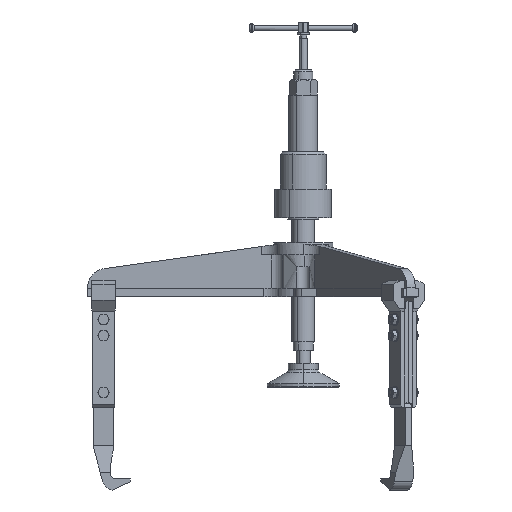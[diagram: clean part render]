
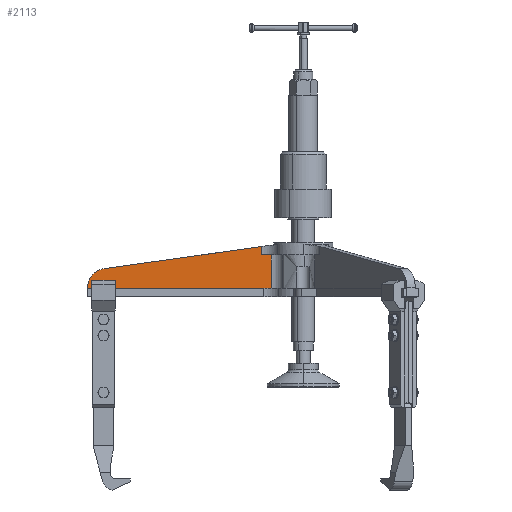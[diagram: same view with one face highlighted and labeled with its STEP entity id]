
A CAD part, front view. The second image highlights one B-rep face of the part: STEP entity #2113.
In plain terms, the highlighted free-form (B-spline) face has degree [1, 1] with [2, 2] control points.
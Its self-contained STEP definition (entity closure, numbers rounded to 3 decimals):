
#778 = VERTEX_POINT('',#779);
#779 = CARTESIAN_POINT('',(-314.425,-6.989,
    -65.958));
#785 = EDGE_CURVE('',#778,#786,#788,.T.);
#786 = VERTEX_POINT('',#787);
#787 = CARTESIAN_POINT('',(-314.425,-6.989,
    -65.16));
#788 = B_SPLINE_CURVE_WITH_KNOTS('',1,(#789,#790),.UNSPECIFIED.,.F.,.F.,
  (2,2),(6.793,7.707),.PIECEWISE_BEZIER_KNOTS.);
#789 = CARTESIAN_POINT('',(-314.425,-6.989,
    -65.958));
#790 = CARTESIAN_POINT('',(-314.425,-6.989,
    -65.16));
#1479 = VERTEX_POINT('',#1480);
#1480 = CARTESIAN_POINT('',(-290.366,-6.989,
    -37.478));
#1486 = EDGE_CURVE('',#1487,#1479,#1489,.T.);
#1487 = VERTEX_POINT('',#1488);
#1488 = CARTESIAN_POINT('',(-61.005,-6.989,
    -5.181));
#1489 = B_SPLINE_CURVE_WITH_KNOTS('',5,(#1490,#1491,#1492,#1493,#1494,
    #1495,#1496,#1497,#1498,#1499,#1500,#1501,#1502,#1503,#1504,#1505,
    #1506,#1507),.UNSPECIFIED.,.F.,.F.,(6,3,3,3,3,6),(31.216,
    43.041,96.46,169.184,257.832,
    407.21),.UNSPECIFIED.);
#1490 = CARTESIAN_POINT('',(-61.005,-6.989,
    -5.181));
#1491 = CARTESIAN_POINT('',(-62.425,-6.989,
    -5.38));
#1492 = CARTESIAN_POINT('',(-63.849,-6.989,
    -5.58));
#1493 = CARTESIAN_POINT('',(-65.274,-6.989,
    -5.78));
#1494 = CARTESIAN_POINT('',(-73.147,-6.989,
    -6.884));
#1495 = CARTESIAN_POINT('',(-81.081,-6.989,
    -7.998));
#1496 = CARTESIAN_POINT('',(-87.546,-6.989,
    -8.907));
#1497 = CARTESIAN_POINT('',(-102.934,-6.989,
    -11.07));
#1498 = CARTESIAN_POINT('',(-118.353,-6.989,
    -13.24));
#1499 = CARTESIAN_POINT('',(-127.18,-6.989,
    -14.483));
#1500 = CARTESIAN_POINT('',(-146.916,-6.989,
    -17.262));
#1501 = CARTESIAN_POINT('',(-166.658,-6.989,
    -20.043));
#1502 = CARTESIAN_POINT('',(-177.457,-6.989,
    -21.565));
#1503 = CARTESIAN_POINT('',(-206.579,-6.989,
    -25.668));
#1504 = CARTESIAN_POINT('',(-235.702,-6.989,
    -29.773));
#1505 = CARTESIAN_POINT('',(-253.813,-6.989,
    -32.326));
#1506 = CARTESIAN_POINT('',(-272.089,-6.989,
    -34.902));
#1507 = CARTESIAN_POINT('',(-290.366,-6.989,
    -37.478));
#1847 = VERTEX_POINT('',#1848);
#1848 = CARTESIAN_POINT('',(-61.005,-6.989,
    -17.472));
#1854 = EDGE_CURVE('',#1847,#1487,#1855,.T.);
#1855 = B_SPLINE_CURVE_WITH_KNOTS('',1,(#1856,#1857),.UNSPECIFIED.,.F.,
  .F.,(2,2),(19.25,33.319),.PIECEWISE_BEZIER_KNOTS.);
#1856 = CARTESIAN_POINT('',(-61.005,-6.989,
    -17.472));
#1857 = CARTESIAN_POINT('',(-61.005,-6.989,
    -5.181));
#1894 = EDGE_CURVE('',#1895,#1847,#1897,.T.);
#1895 = VERTEX_POINT('',#1896);
#1896 = CARTESIAN_POINT('',(-46.359,-6.989,
    -17.472));
#1897 = B_SPLINE_CURVE_WITH_KNOTS('',1,(#1898,#1899),.UNSPECIFIED.,.F.,
  .F.,(2,2),(-8.382,8.382),.PIECEWISE_BEZIER_KNOTS.);
#1898 = CARTESIAN_POINT('',(-46.359,-6.989,
    -17.472));
#1899 = CARTESIAN_POINT('',(-61.005,-6.989,
    -17.472));
#2113 = ADVANCED_FACE('',(#2114),#2150,.F.);
#2114 = FACE_BOUND('',#2115,.T.);
#2115 = EDGE_LOOP('',(#2116,#2123,#2124,#2125,#2126,#2144,#2145));
#2116 = ORIENTED_EDGE('',*,*,#2117,.T.);
#2117 = EDGE_CURVE('',#2118,#1895,#2120,.T.);
#2118 = VERTEX_POINT('',#2119);
#2119 = CARTESIAN_POINT('',(-46.359,-6.989,
    -65.958));
#2120 = B_SPLINE_CURVE_WITH_KNOTS('',1,(#2121,#2122),.UNSPECIFIED.,.F.,
  .F.,(2,2),(-27.75,27.75),.PIECEWISE_BEZIER_KNOTS.);
#2121 = CARTESIAN_POINT('',(-46.359,-6.989,
    -65.958));
#2122 = CARTESIAN_POINT('',(-46.359,-6.989,
    -17.472));
#2123 = ORIENTED_EDGE('',*,*,#1894,.T.);
#2124 = ORIENTED_EDGE('',*,*,#1854,.T.);
#2125 = ORIENTED_EDGE('',*,*,#1486,.T.);
#2126 = ORIENTED_EDGE('',*,*,#2127,.F.);
#2127 = EDGE_CURVE('',#786,#1479,#2128,.T.);
#2128 = B_SPLINE_CURVE_WITH_KNOTS('',5,(#2129,#2130,#2131,#2132,#2133,
    #2134,#2135,#2136,#2137,#2138,#2139,#2140,#2141,#2142,#2143),
  .UNSPECIFIED.,.F.,.F.,(6,3,3,3,6),(0.,18.3,36.602,
    54.908,64.754),.UNSPECIFIED.);
#2129 = CARTESIAN_POINT('',(-314.425,-6.989,
    -65.16));
#2130 = CARTESIAN_POINT('',(-314.425,-6.989,
    -62.899));
#2131 = CARTESIAN_POINT('',(-314.196,-6.989,
    -60.638));
#2132 = CARTESIAN_POINT('',(-313.739,-6.989,
    -58.408));
#2133 = CARTESIAN_POINT('',(-312.38,-6.989,
    -54.071));
#2134 = CARTESIAN_POINT('',(-310.18,-6.989,
    -50.094));
#2135 = CARTESIAN_POINT('',(-308.882,-6.989,
    -48.223));
#2136 = CARTESIAN_POINT('',(-305.925,-6.989,
    -44.77));
#2137 = CARTESIAN_POINT('',(-302.337,-6.989,
    -41.979));
#2138 = CARTESIAN_POINT('',(-300.407,-6.989,
    -40.77));
#2139 = CARTESIAN_POINT('',(-297.272,-6.989,
    -39.223));
#2140 = CARTESIAN_POINT('',(-293.947,-6.989,
    -38.183));
#2141 = CARTESIAN_POINT('',(-292.766,-6.989,
    -37.883));
#2142 = CARTESIAN_POINT('',(-291.571,-6.989,
    -37.648));
#2143 = CARTESIAN_POINT('',(-290.366,-6.989,
    -37.478));
#2144 = ORIENTED_EDGE('',*,*,#785,.F.);
#2145 = ORIENTED_EDGE('',*,*,#2146,.T.);
#2146 = EDGE_CURVE('',#778,#2118,#2147,.T.);
#2147 = B_SPLINE_CURVE_WITH_KNOTS('',1,(#2148,#2149),.UNSPECIFIED.,.F.,
  .F.,(2,2),(-153.423,153.423),.PIECEWISE_BEZIER_KNOTS.);
#2148 = CARTESIAN_POINT('',(-314.425,-6.989,
    -65.958));
#2149 = CARTESIAN_POINT('',(-46.359,-6.989,
    -65.958));
#2150 = B_SPLINE_SURFACE_WITH_KNOTS('',1,1,(
    (#2151,#2152)
    ,(#2153,#2154
    )),.UNSPECIFIED.,.F.,.F.,.F.,(2,2),(2,2),(12.089,
    318.934),(5.931,75.5),.PIECEWISE_BEZIER_KNOTS.);
#2151 = CARTESIAN_POINT('',(-314.425,-6.989,
    -5.181));
#2152 = CARTESIAN_POINT('',(-314.425,-6.989,
    -65.958));
#2153 = CARTESIAN_POINT('',(-46.359,-6.989,
    -5.181));
#2154 = CARTESIAN_POINT('',(-46.359,-6.989,
    -65.958));
